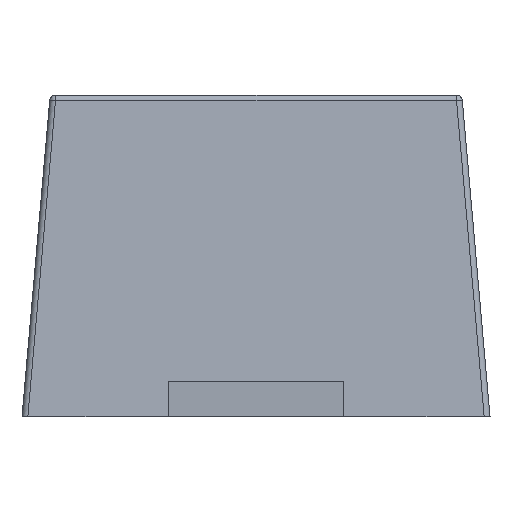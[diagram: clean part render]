
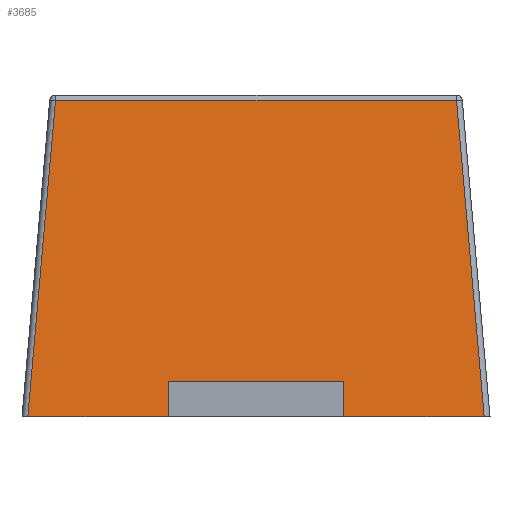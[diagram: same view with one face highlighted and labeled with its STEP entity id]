
A CAD part, left-side view. The second image highlights one B-rep face of the part: STEP entity #3685.
In plain terms, the highlighted planar face has unit normal (-0.996, 0, 0.087).
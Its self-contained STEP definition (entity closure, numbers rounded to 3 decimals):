
#35 = ORIENTED_EDGE ( 'NONE', *, *, #2554, .T. ) ;
#73 = CARTESIAN_POINT ( 'NONE',  ( -1.338, 0.768, 0.136 ) ) ;
#112 = EDGE_CURVE ( 'NONE', #1156, #2502, #4407, .T. ) ;
#312 = CARTESIAN_POINT ( 'NONE',  ( -1.34, -0.3, 0.12 ) ) ;
#496 = VECTOR ( 'NONE', #3010, 1000. ) ;
#636 = DIRECTION ( 'NONE',  ( 0.087, 0.087, 0.992 ) ) ;
#674 = VERTEX_POINT ( 'NONE', #2210 ) ;
#712 = FACE_OUTER_BOUND ( 'NONE', #4741, .T. ) ;
#835 = CARTESIAN_POINT ( 'NONE',  ( -1.34, -0.8, 0.12 ) ) ;
#868 = ORIENTED_EDGE ( 'NONE', *, *, #3499, .T. ) ;
#875 = VECTOR ( 'NONE', #4919, 1000. ) ;
#1156 = VERTEX_POINT ( 'NONE', #312 ) ;
#1167 = DIRECTION ( 'NONE',  ( 0., 1., 0. ) ) ;
#1247 = DIRECTION ( 'NONE',  ( 0., -1., 0. ) ) ;
#1416 = CARTESIAN_POINT ( 'NONE',  ( -1.35, 0.3, 0. ) ) ;
#1439 = AXIS2_PLACEMENT_3D ( 'NONE', #1530, #3130, #4708 ) ;
#1494 = CARTESIAN_POINT ( 'NONE',  ( -1.35, -0.78, 0. ) ) ;
#1510 = VECTOR ( 'NONE', #2430, 1000. ) ;
#1530 = CARTESIAN_POINT ( 'NONE',  ( -1.35, -0.8, 0. ) ) ;
#1563 = ORIENTED_EDGE ( 'NONE', *, *, #2418, .T. ) ;
#1637 = DIRECTION ( 'NONE',  ( -0.087, 0.087, -0.992 ) ) ;
#1653 = VECTOR ( 'NONE', #636, 1000. ) ;
#1664 = ORIENTED_EDGE ( 'NONE', *, *, #112, .F. ) ;
#1708 = LINE ( 'NONE', #3304, #2899 ) ;
#1751 = LINE ( 'NONE', #3348, #875 ) ;
#1896 = CARTESIAN_POINT ( 'NONE',  ( -1.34, 0.3, 0.12 ) ) ;
#2084 = VERTEX_POINT ( 'NONE', #4298 ) ;
#2210 = CARTESIAN_POINT ( 'NONE',  ( -1.255, -0.685, 1.082 ) ) ;
#2223 = VERTEX_POINT ( 'NONE', #4270 ) ;
#2270 = VECTOR ( 'NONE', #1247, 1000. ) ;
#2294 = PLANE ( 'NONE',  #1439 ) ;
#2418 = EDGE_CURVE ( 'NONE', #2930, #674, #2604, .T. ) ;
#2430 = DIRECTION ( 'NONE',  ( 0., 1., 0. ) ) ;
#2502 = VERTEX_POINT ( 'NONE', #1896 ) ;
#2554 = EDGE_CURVE ( 'NONE', #674, #2084, #3150, .T. ) ;
#2575 = CARTESIAN_POINT ( 'NONE',  ( -1.35, -0.3, 0. ) ) ;
#2604 = LINE ( 'NONE', #4189, #1653 ) ;
#2779 = VERTEX_POINT ( 'NONE', #2575 ) ;
#2899 = VECTOR ( 'NONE', #4877, 1000. ) ;
#2930 = VERTEX_POINT ( 'NONE', #1494 ) ;
#3010 = DIRECTION ( 'NONE',  ( 0.087, 0., 0.996 ) ) ;
#3130 = DIRECTION ( 'NONE',  ( -0.996, 0., 0.087 ) ) ;
#3150 = LINE ( 'NONE', #4727, #4230 ) ;
#3234 = LINE ( 'NONE', #4815, #2270 ) ;
#3250 = EDGE_CURVE ( 'NONE', #2223, #3365, #1708, .T. ) ;
#3304 = CARTESIAN_POINT ( 'NONE',  ( -1.35, -0.8, 0. ) ) ;
#3348 = CARTESIAN_POINT ( 'NONE',  ( -1.35, -0.3, 0. ) ) ;
#3351 = EDGE_CURVE ( 'NONE', #3365, #2502, #4976, .T. ) ;
#3365 = VERTEX_POINT ( 'NONE', #4596 ) ;
#3499 = EDGE_CURVE ( 'NONE', #2084, #2223, #3626, .T. ) ;
#3511 = EDGE_CURVE ( 'NONE', #2779, #2930, #3234, .T. ) ;
#3626 = LINE ( 'NONE', #73, #4513 ) ;
#3685 = ADVANCED_FACE ( 'NONE', ( #712 ), #2294, .T. ) ;
#3807 = ORIENTED_EDGE ( 'NONE', *, *, #3250, .T. ) ;
#4100 = ORIENTED_EDGE ( 'NONE', *, *, #4396, .T. ) ;
#4189 = CARTESIAN_POINT ( 'NONE',  ( -1.35, -0.78, -0.002 ) ) ;
#4230 = VECTOR ( 'NONE', #1167, 1000. ) ;
#4270 = CARTESIAN_POINT ( 'NONE',  ( -1.35, 0.78, 0. ) ) ;
#4279 = ORIENTED_EDGE ( 'NONE', *, *, #3351, .T. ) ;
#4298 = CARTESIAN_POINT ( 'NONE',  ( -1.255, 0.685, 1.082 ) ) ;
#4396 = EDGE_CURVE ( 'NONE', #1156, #2779, #1751, .T. ) ;
#4407 = LINE ( 'NONE', #835, #1510 ) ;
#4513 = VECTOR ( 'NONE', #1637, 1000. ) ;
#4596 = CARTESIAN_POINT ( 'NONE',  ( -1.35, 0.3, 0. ) ) ;
#4708 = DIRECTION ( 'NONE',  ( 0.087, 0., 0.996 ) ) ;
#4727 = CARTESIAN_POINT ( 'NONE',  ( -1.255, -0.8, 1.082 ) ) ;
#4741 = EDGE_LOOP ( 'NONE', ( #3807, #4279, #1664, #4100, #4951, #1563, #35, #868 ) ) ;
#4815 = CARTESIAN_POINT ( 'NONE',  ( -1.35, -0.8, 0. ) ) ;
#4877 = DIRECTION ( 'NONE',  ( 0., -1., 0. ) ) ;
#4919 = DIRECTION ( 'NONE',  ( -0.087, 0., -0.996 ) ) ;
#4951 = ORIENTED_EDGE ( 'NONE', *, *, #3511, .T. ) ;
#4976 = LINE ( 'NONE', #1416, #496 ) ;
